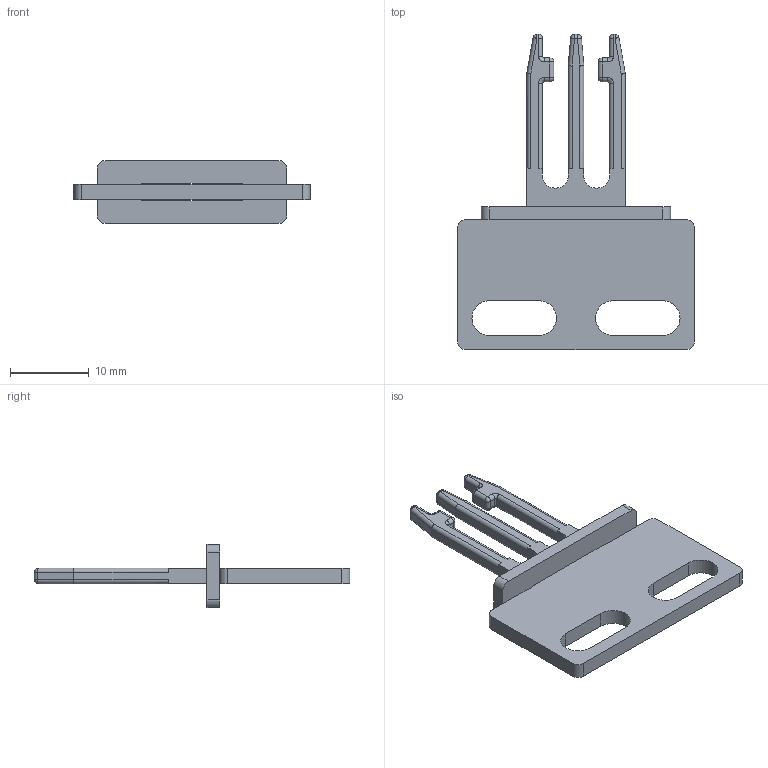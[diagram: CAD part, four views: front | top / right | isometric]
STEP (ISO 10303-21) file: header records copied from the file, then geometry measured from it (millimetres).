
FILE_DESCRIPTION (( 'STEP AP203' ), '1' );
FILE_NAME ('KEY14.step', '2021-02-10T13:10:34', ( '' ), ( '' ), 'SwSTEP 2.0', 'SolidWorks 2019', '' );
FILE_SCHEMA (( 'CONFIG_CONTROL_DESIGN' ));
Length unit declared in the file: inch
Products named in the file (1): KEY14
Bounding box: 30 x 40 x 8 mm (x, y, z)
Volume: 1409.1 mm3; surface area: 2121.5 mm2
Topology: 2 solids, 2 shells, 160 faces, 404 edges, 228 vertices
Faces by surface type: cylinder 76, plane 56, sphere 20, torus 8
Entity records: 4765 total; most frequent: CARTESIAN_POINT 917, DIRECTION 826, ORIENTED_EDGE 768, EDGE_CURVE 384, AXIS2_PLACEMENT_3D 297, LINE 232, VECTOR 232, VERTEX_POINT 228
